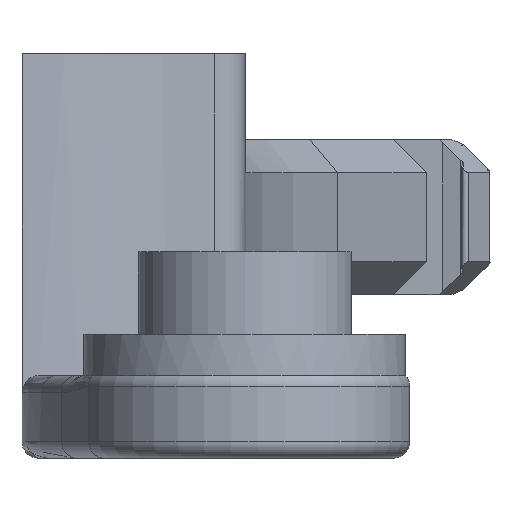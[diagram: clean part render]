
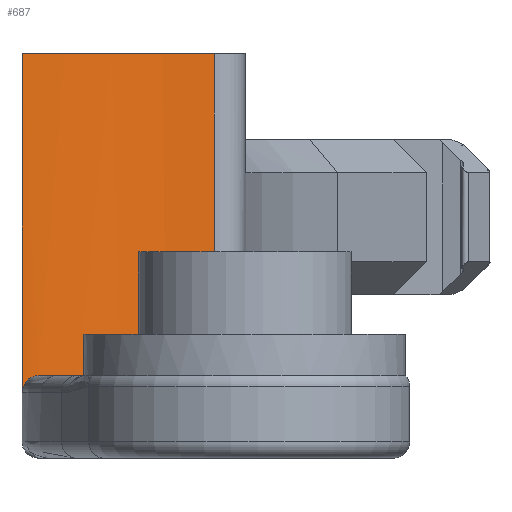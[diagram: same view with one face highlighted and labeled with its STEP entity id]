
A CAD part, front view. The second image highlights one B-rep face of the part: STEP entity #687.
In plain terms, the highlighted cylindrical face has radius 20 mm (diameter 40 mm), a partial arc.
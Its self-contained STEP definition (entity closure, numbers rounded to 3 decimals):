
#89 = CARTESIAN_POINT ( 'NONE',  ( -25.481, 14.774, 14.75 ) ) ;
#93 = DIRECTION ( 'NONE',  ( 1., 0., 0. ) ) ;
#117 = CARTESIAN_POINT ( 'NONE',  ( -25.321, 14.918, 4.552 ) ) ;
#137 = ORIENTED_EDGE ( 'NONE', *, *, #445, .T. ) ;
#236 = VERTEX_POINT ( 'NONE', #1791 ) ;
#256 = VECTOR ( 'NONE', #2064, 1000. ) ;
#284 = FACE_OUTER_BOUND ( 'NONE', #2035, .T. ) ;
#305 = EDGE_CURVE ( 'NONE', #1066, #827, #1267, .T. ) ;
#347 = DIRECTION ( 'NONE',  ( 0., 0., 1. ) ) ;
#386 = DIRECTION ( 'NONE',  ( 0., 0., -1. ) ) ;
#445 = EDGE_CURVE ( 'NONE', #827, #1421, #925, .T. ) ;
#511 = CARTESIAN_POINT ( 'NONE',  ( -25.446, 14.806, 4.3 ) ) ;
#559 = CARTESIAN_POINT ( 'NONE',  ( -13.86, 19.913, 5. ) ) ;
#687 = ADVANCED_FACE ( 'NONE', ( #284 ), #1820, .F. ) ;
#797 = CARTESIAN_POINT ( 'NONE',  ( -12., 0., 24.5 ) ) ;
#827 = VERTEX_POINT ( 'NONE', #1091 ) ;
#925 = CIRCLE ( 'NONE', #2790, 20. ) ;
#950 = CARTESIAN_POINT ( 'NONE',  ( -25.242, 14.988, 4.658 ) ) ;
#964 = CARTESIAN_POINT ( 'NONE',  ( -24.734, 15.425, 5. ) ) ;
#976 = VERTEX_POINT ( 'NONE', #2526 ) ;
#997 = CARTESIAN_POINT ( 'NONE',  ( -24.497, 15.615, 5. ) ) ;
#1066 = VERTEX_POINT ( 'NONE', #2784 ) ;
#1091 = CARTESIAN_POINT ( 'NONE',  ( -24.497, 15.615, 5. ) ) ;
#1162 = ORIENTED_EDGE ( 'NONE', *, *, #305, .T. ) ;
#1169 = CARTESIAN_POINT ( 'NONE',  ( -12., 0., 5. ) ) ;
#1222 = AXIS2_PLACEMENT_3D ( 'NONE', #797, #1690, #2377 ) ;
#1267 = B_SPLINE_CURVE_WITH_KNOTS ( 'NONE', 3,
 ( #2109, #2313, #511, #2495, #117, #950, #1406, #2121, #964, #997 ),
 .UNSPECIFIED., .F., .F.,
 ( 4, 2, 2, 2, 4 ),
 ( 0., 0., 0.001, 0.001, 0.002 ),
 .UNSPECIFIED. ) ;
#1275 = ORIENTED_EDGE ( 'NONE', *, *, #2060, .T. ) ;
#1278 = DIRECTION ( 'NONE',  ( -1., 0., 0. ) ) ;
#1406 = CARTESIAN_POINT ( 'NONE',  ( -25.199, 15.026, 4.706 ) ) ;
#1421 = VERTEX_POINT ( 'NONE', #1585 ) ;
#1510 = CARTESIAN_POINT ( 'NONE',  ( -12., 0., 5. ) ) ;
#1585 = CARTESIAN_POINT ( 'NONE',  ( -13.86, 19.913, 5. ) ) ;
#1690 = DIRECTION ( 'NONE',  ( 0., 0., -1. ) ) ;
#1791 = CARTESIAN_POINT ( 'NONE',  ( -25.481, 14.774, 24.5 ) ) ;
#1820 = CYLINDRICAL_SURFACE ( 'NONE', #2003, 20. ) ;
#1824 = LINE ( 'NONE', #89, #256 ) ;
#2003 = AXIS2_PLACEMENT_3D ( 'NONE', #1169, #2077, #93 ) ;
#2035 = EDGE_LOOP ( 'NONE', ( #137, #1275, #2615, #2573, #1162 ) ) ;
#2060 = EDGE_CURVE ( 'NONE', #1421, #976, #2555, .T. ) ;
#2064 = DIRECTION ( 'NONE',  ( 0., 0., 1. ) ) ;
#2077 = DIRECTION ( 'NONE',  ( 0., 0., 1. ) ) ;
#2109 = CARTESIAN_POINT ( 'NONE',  ( -25.481, 14.774, 4. ) ) ;
#2118 = EDGE_CURVE ( 'NONE', #236, #976, #2476, .T. ) ;
#2121 = CARTESIAN_POINT ( 'NONE',  ( -24.964, 15.232, 4.918 ) ) ;
#2313 = CARTESIAN_POINT ( 'NONE',  ( -25.481, 14.774, 4.152 ) ) ;
#2377 = DIRECTION ( 'NONE',  ( -1., 0., 0. ) ) ;
#2476 = CIRCLE ( 'NONE', #1222, 20. ) ;
#2495 = CARTESIAN_POINT ( 'NONE',  ( -25.357, 14.886, 4.492 ) ) ;
#2526 = CARTESIAN_POINT ( 'NONE',  ( -13.86, 19.913, 24.5 ) ) ;
#2555 = LINE ( 'NONE', #559, #2767 ) ;
#2573 = ORIENTED_EDGE ( 'NONE', *, *, #2677, .F. ) ;
#2615 = ORIENTED_EDGE ( 'NONE', *, *, #2118, .F. ) ;
#2677 = EDGE_CURVE ( 'NONE', #1066, #236, #1824, .T. ) ;
#2767 = VECTOR ( 'NONE', #347, 1000. ) ;
#2784 = CARTESIAN_POINT ( 'NONE',  ( -25.481, 14.774, 4. ) ) ;
#2790 = AXIS2_PLACEMENT_3D ( 'NONE', #1510, #386, #1278 ) ;
